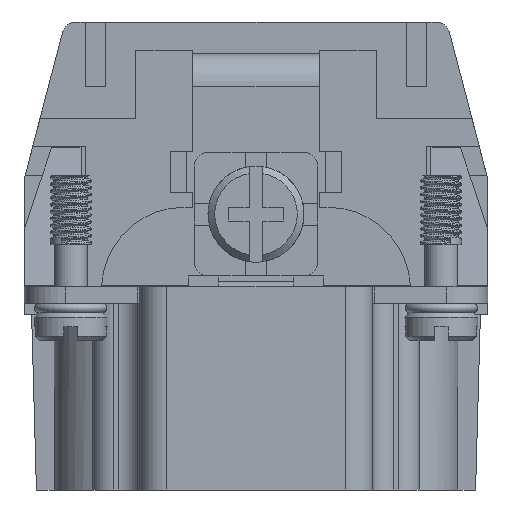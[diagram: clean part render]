
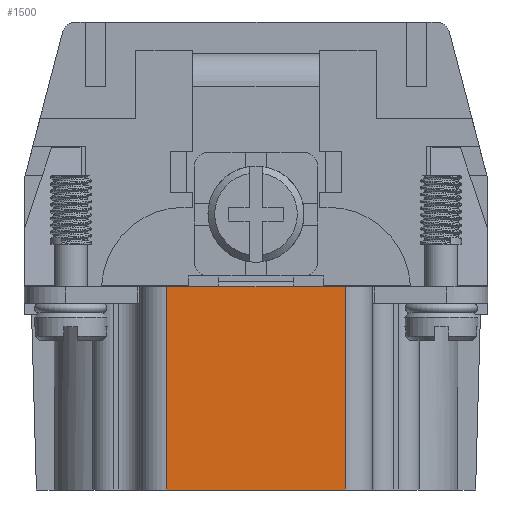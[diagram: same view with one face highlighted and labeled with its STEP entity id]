
A CAD part, left-side view. The second image highlights one B-rep face of the part: STEP entity #1500.
In plain terms, the highlighted planar face has unit normal (-1, 0, 0).
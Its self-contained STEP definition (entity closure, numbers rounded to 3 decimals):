
#1500=ADVANCED_FACE('',(#3409),#2654,.T.);
#2654=PLANE('',#23482);
#3409=FACE_OUTER_BOUND('',#4513,.T.);
#4513=EDGE_LOOP('',(#8022,#8023,#8024,#8025));
#8022=ORIENTED_EDGE('',*,*,#16601,.F.);
#8023=ORIENTED_EDGE('',*,*,#16801,.T.);
#8024=ORIENTED_EDGE('',*,*,#16450,.T.);
#8025=ORIENTED_EDGE('',*,*,#16802,.T.);
#14135=VERTEX_POINT('',#33606);
#14136=VERTEX_POINT('',#33608);
#14269=VERTEX_POINT('',#33913);
#14270=VERTEX_POINT('',#33915);
#16450=EDGE_CURVE('',#14136,#14135,#19501,.T.);
#16601=EDGE_CURVE('',#14269,#14270,#19625,.T.);
#16801=EDGE_CURVE('',#14269,#14136,#19804,.T.);
#16802=EDGE_CURVE('',#14135,#14270,#19805,.T.);
#19501=LINE('',#33607,#21523);
#19625=LINE('',#33914,#21647);
#19804=LINE('',#34281,#21826);
#19805=LINE('',#34282,#21827);
#21523=VECTOR('',#26467,1.);
#21647=VECTOR('',#26689,1.);
#21826=VECTOR('',#27006,1.);
#21827=VECTOR('',#27007,1.);
#23482=AXIS2_PLACEMENT_3D('',#34283,#27008,#27009);
#26467=DIRECTION('',(0.,-1.,0.));
#26689=DIRECTION('',(0.,-1.,0.));
#27006=DIRECTION('',(0.,0.,-1.));
#27007=DIRECTION('',(0.,0.,1.));
#27008=DIRECTION('',(-1.,0.,0.));
#27009=DIRECTION('',(0.,-1.,0.));
#33606=CARTESIAN_POINT('',(-40.351,-24.001,29.888));
#33607=CARTESIAN_POINT('',(-40.351,-26.001,29.888));
#33608=CARTESIAN_POINT('',(-40.351,-11.001,29.888));
#33913=CARTESIAN_POINT('',(-40.351,-11.001,44.688));
#33914=CARTESIAN_POINT('',(-40.351,-26.001,44.688));
#33915=CARTESIAN_POINT('',(-40.351,-24.001,44.688));
#34281=CARTESIAN_POINT('',(-40.351,-11.001,27.188));
#34282=CARTESIAN_POINT('',(-40.351,-24.001,27.188));
#34283=CARTESIAN_POINT('',(-40.351,-17.501,27.188));
